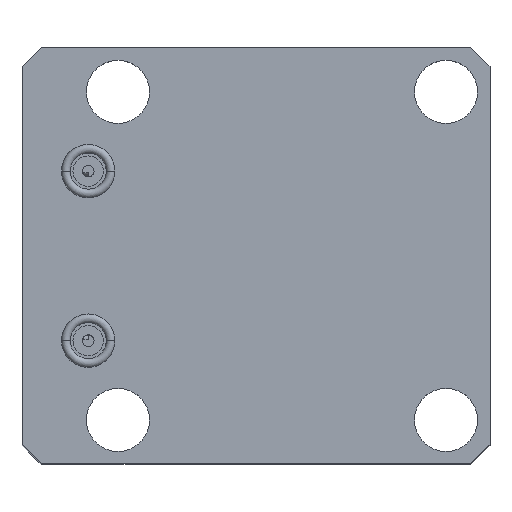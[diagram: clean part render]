
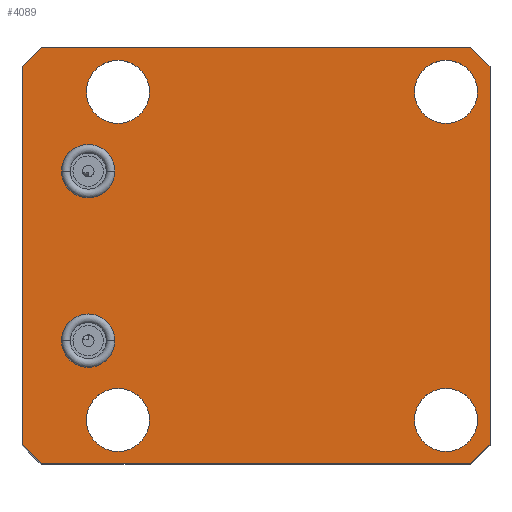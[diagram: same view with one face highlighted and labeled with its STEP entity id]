
A CAD part, top view. The second image highlights one B-rep face of the part: STEP entity #4089.
In plain terms, the highlighted planar face has unit normal (0, 0, 1).
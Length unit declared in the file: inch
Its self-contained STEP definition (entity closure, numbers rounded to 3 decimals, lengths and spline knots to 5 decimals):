
#1409=CARTESIAN_POINT('',(1.38,-1.38,0.985));
#1410=DIRECTION('',(0.,0.,-1.));
#1411=DIRECTION('',(1.,0.,0.));
#1412=AXIS2_PLACEMENT_3D('',#1409,#1410,#1411);
#1417=CARTESIAN_POINT('',(1.38,-1.38,0.985));
#1418=DIRECTION('',(0.,0.,-1.));
#1419=DIRECTION('',(-1.,0.,0.));
#1420=AXIS2_PLACEMENT_3D('',#1417,#1418,#1419);
#1425=CARTESIAN_POINT('',(1.38,1.38,0.985));
#1426=DIRECTION('',(0.,0.,-1.));
#1427=DIRECTION('',(1.,0.,0.));
#1428=AXIS2_PLACEMENT_3D('',#1425,#1426,#1427);
#1433=CARTESIAN_POINT('',(1.38,1.38,0.985));
#1434=DIRECTION('',(0.,0.,-1.));
#1435=DIRECTION('',(-1.,0.,0.));
#1436=AXIS2_PLACEMENT_3D('',#1433,#1434,#1435);
#1441=CARTESIAN_POINT('',(-1.38,-1.38,0.985));
#1442=DIRECTION('',(0.,0.,-1.));
#1443=DIRECTION('',(1.,0.,0.));
#1444=AXIS2_PLACEMENT_3D('',#1441,#1442,#1443);
#1449=CARTESIAN_POINT('',(-1.38,-1.38,0.985));
#1450=DIRECTION('',(0.,0.,-1.));
#1451=DIRECTION('',(-1.,0.,0.));
#1452=AXIS2_PLACEMENT_3D('',#1449,#1450,#1451);
#1457=CARTESIAN_POINT('',(-1.38,1.38,0.985));
#1458=DIRECTION('',(0.,0.,-1.));
#1459=DIRECTION('',(1.,0.,0.));
#1460=AXIS2_PLACEMENT_3D('',#1457,#1458,#1459);
#1465=CARTESIAN_POINT('',(-1.38,1.38,0.985));
#1466=DIRECTION('',(0.,0.,-1.));
#1467=DIRECTION('',(-1.,0.,0.));
#1468=AXIS2_PLACEMENT_3D('',#1465,#1466,#1467);
#1473=CARTESIAN_POINT('',(-1.63,-0.713,0.985));
#1474=DIRECTION('',(0.,0.,1.));
#1475=DIRECTION('',(-1.,0.,0.));
#1476=AXIS2_PLACEMENT_3D('',#1473,#1474,#1475);
#1481=CARTESIAN_POINT('',(-1.63,-0.713,0.985));
#1482=DIRECTION('',(0.,0.,1.));
#1483=DIRECTION('',(1.,0.,0.));
#1484=AXIS2_PLACEMENT_3D('',#1481,#1482,#1483);
#1489=CARTESIAN_POINT('',(-1.63,0.713,0.985));
#1490=DIRECTION('',(0.,0.,1.));
#1491=DIRECTION('',(-1.,0.,0.));
#1492=AXIS2_PLACEMENT_3D('',#1489,#1490,#1491);
#1497=CARTESIAN_POINT('',(-1.63,0.713,0.985));
#1498=DIRECTION('',(0.,0.,1.));
#1499=DIRECTION('',(1.,0.,0.));
#1500=AXIS2_PLACEMENT_3D('',#1497,#1498,#1499);
#1505=DIRECTION('',(0.,-1.,0.));
#1506=VECTOR('',#1505,3.18);
#1507=CARTESIAN_POINT('',(-2.187,1.59,0.985));
#1508=LINE('',#1507,#1506);
#1512=DIRECTION('',(-0.707,-0.707,0.));
#1513=VECTOR('',#1512,0.22627);
#1514=CARTESIAN_POINT('',(-2.027,1.75,0.985));
#1515=LINE('',#1514,#1513);
#1519=DIRECTION('',(-1.,0.,0.));
#1520=VECTOR('',#1519,3.617);
#1521=CARTESIAN_POINT('',(1.59,1.75,0.985));
#1522=LINE('',#1521,#1520);
#1526=DIRECTION('',(-0.707,0.707,0.));
#1527=VECTOR('',#1526,0.22627);
#1528=CARTESIAN_POINT('',(1.75,1.59,0.985));
#1529=LINE('',#1528,#1527);
#1533=DIRECTION('',(0.,1.,0.));
#1534=VECTOR('',#1533,3.18);
#1535=CARTESIAN_POINT('',(1.75,-1.59,0.985));
#1536=LINE('',#1535,#1534);
#1540=DIRECTION('',(0.707,0.707,0.));
#1541=VECTOR('',#1540,0.22627);
#1542=CARTESIAN_POINT('',(1.59,-1.75,0.985));
#1543=LINE('',#1542,#1541);
#1547=DIRECTION('',(1.,0.,0.));
#1548=VECTOR('',#1547,3.617);
#1549=CARTESIAN_POINT('',(-2.027,-1.75,0.985));
#1550=LINE('',#1549,#1548);
#1554=DIRECTION('',(0.707,-0.707,0.));
#1555=VECTOR('',#1554,0.22627);
#1556=CARTESIAN_POINT('',(-2.187,-1.59,0.985));
#1557=LINE('',#1556,#1555);
#2494=CARTESIAN_POINT('',(-2.187,1.59,0.985));
#2495=CARTESIAN_POINT('',(-2.187,-1.59,0.985));
#2496=VERTEX_POINT('',#2494);
#2497=VERTEX_POINT('',#2495);
#2498=CARTESIAN_POINT('',(-2.027,-1.75,0.985));
#2499=CARTESIAN_POINT('',(1.59,-1.75,0.985));
#2500=VERTEX_POINT('',#2498);
#2501=VERTEX_POINT('',#2499);
#2502=CARTESIAN_POINT('',(1.75,-1.59,0.985));
#2503=CARTESIAN_POINT('',(1.75,1.59,0.985));
#2504=VERTEX_POINT('',#2502);
#2505=VERTEX_POINT('',#2503);
#2506=CARTESIAN_POINT('',(1.59,1.75,0.985));
#2507=CARTESIAN_POINT('',(-2.027,1.75,0.985));
#2508=VERTEX_POINT('',#2506);
#2509=VERTEX_POINT('',#2507);
#2534=CARTESIAN_POINT('',(1.6455,-1.38,0.985));
#2535=CARTESIAN_POINT('',(1.1145,-1.38,0.985));
#2536=VERTEX_POINT('',#2534);
#2537=VERTEX_POINT('',#2535);
#2598=CARTESIAN_POINT('',(-1.8545,-0.713,0.985));
#2599=CARTESIAN_POINT('',(-1.4055,-0.713,0.985));
#2600=VERTEX_POINT('',#2598);
#2601=VERTEX_POINT('',#2599);
#2602=CARTESIAN_POINT('',(-1.8545,0.713,0.985));
#2603=CARTESIAN_POINT('',(-1.4055,0.713,0.985));
#2604=VERTEX_POINT('',#2602);
#2605=VERTEX_POINT('',#2603);
#2693=CARTESIAN_POINT('',(1.6455,1.38,0.985));
#2694=CARTESIAN_POINT('',(1.1145,1.38,0.985));
#2695=VERTEX_POINT('',#2693);
#2696=VERTEX_POINT('',#2694);
#2697=CARTESIAN_POINT('',(-1.1145,-1.38,0.985));
#2698=CARTESIAN_POINT('',(-1.6455,-1.38,0.985));
#2699=VERTEX_POINT('',#2697);
#2700=VERTEX_POINT('',#2698);
#2701=CARTESIAN_POINT('',(-1.1145,1.38,0.985));
#2702=CARTESIAN_POINT('',(-1.6455,1.38,0.985));
#2703=VERTEX_POINT('',#2701);
#2704=VERTEX_POINT('',#2702);
#4034=CARTESIAN_POINT('',(0.,0.,0.985));
#4035=DIRECTION('',(0.,0.,1.));
#4036=DIRECTION('',(1.,0.,0.));
#4037=AXIS2_PLACEMENT_3D('',#4034,#4035,#4036);
#4038=PLANE('',#4037);
#4039=ORIENTED_EDGE('',*,*,#3642,.F.);
#4041=ORIENTED_EDGE('',*,*,#4040,.F.);
#4043=ORIENTED_EDGE('',*,*,#4042,.F.);
#4045=ORIENTED_EDGE('',*,*,#4044,.F.);
#4047=ORIENTED_EDGE('',*,*,#4046,.F.);
#4049=ORIENTED_EDGE('',*,*,#4048,.F.);
#4051=ORIENTED_EDGE('',*,*,#4050,.F.);
#4052=ORIENTED_EDGE('',*,*,#3627,.F.);
#4053=EDGE_LOOP('',(#4039,#4041,#4043,#4045,#4047,#4049,#4051,#4052));
#4054=FACE_OUTER_BOUND('',#4053,.F.);
#4056=ORIENTED_EDGE('',*,*,#4055,.F.);
#4058=ORIENTED_EDGE('',*,*,#4057,.F.);
#4059=EDGE_LOOP('',(#4056,#4058));
#4060=FACE_BOUND('',#4059,.F.);
#4062=ORIENTED_EDGE('',*,*,#4061,.F.);
#4064=ORIENTED_EDGE('',*,*,#4063,.F.);
#4065=EDGE_LOOP('',(#4062,#4064));
#4066=FACE_BOUND('',#4065,.F.);
#4068=ORIENTED_EDGE('',*,*,#4067,.F.);
#4070=ORIENTED_EDGE('',*,*,#4069,.F.);
#4071=EDGE_LOOP('',(#4068,#4070));
#4072=FACE_BOUND('',#4071,.F.);
#4073=ORIENTED_EDGE('',*,*,#3892,.T.);
#4074=ORIENTED_EDGE('',*,*,#3925,.T.);
#4075=EDGE_LOOP('',(#4073,#4074));
#4076=FACE_BOUND('',#4075,.F.);
#4078=ORIENTED_EDGE('',*,*,#4077,.T.);
#4080=ORIENTED_EDGE('',*,*,#4079,.T.);
#4081=EDGE_LOOP('',(#4078,#4080));
#4082=FACE_BOUND('',#4081,.F.);
#4084=ORIENTED_EDGE('',*,*,#4083,.F.);
#4086=ORIENTED_EDGE('',*,*,#4085,.F.);
#4087=EDGE_LOOP('',(#4084,#4086));
#4088=FACE_BOUND('',#4087,.F.);
#1413=CIRCLE('',#1412,0.2655);
#1421=CIRCLE('',#1420,0.2655);
#1429=CIRCLE('',#1428,0.2655);
#1437=CIRCLE('',#1436,0.2655);
#1445=CIRCLE('',#1444,0.2655);
#1453=CIRCLE('',#1452,0.2655);
#1461=CIRCLE('',#1460,0.2655);
#1469=CIRCLE('',#1468,0.2655);
#1477=CIRCLE('',#1476,0.2245);
#1485=CIRCLE('',#1484,0.2245);
#1493=CIRCLE('',#1492,0.2245);
#1501=CIRCLE('',#1500,0.2245);
#3627=EDGE_CURVE('',#2497,#2500,#1557,.T.);
#3642=EDGE_CURVE('',#2496,#2497,#1508,.T.);
#3892=EDGE_CURVE('',#2600,#2601,#1477,.T.);
#3925=EDGE_CURVE('',#2601,#2600,#1485,.T.);
#4040=EDGE_CURVE('',#2509,#2496,#1515,.T.);
#4042=EDGE_CURVE('',#2508,#2509,#1522,.T.);
#4044=EDGE_CURVE('',#2505,#2508,#1529,.T.);
#4046=EDGE_CURVE('',#2504,#2505,#1536,.T.);
#4048=EDGE_CURVE('',#2501,#2504,#1543,.T.);
#4050=EDGE_CURVE('',#2500,#2501,#1550,.T.);
#4055=EDGE_CURVE('',#2695,#2696,#1429,.T.);
#4057=EDGE_CURVE('',#2696,#2695,#1437,.T.);
#4061=EDGE_CURVE('',#2699,#2700,#1445,.T.);
#4063=EDGE_CURVE('',#2700,#2699,#1453,.T.);
#4067=EDGE_CURVE('',#2703,#2704,#1461,.T.);
#4069=EDGE_CURVE('',#2704,#2703,#1469,.T.);
#4077=EDGE_CURVE('',#2604,#2605,#1493,.T.);
#4079=EDGE_CURVE('',#2605,#2604,#1501,.T.);
#4083=EDGE_CURVE('',#2536,#2537,#1413,.T.);
#4085=EDGE_CURVE('',#2537,#2536,#1421,.T.);
#4089=ADVANCED_FACE('',(#4054,#4060,#4066,#4072,#4076,#4082,#4088),#4038,.T.);
